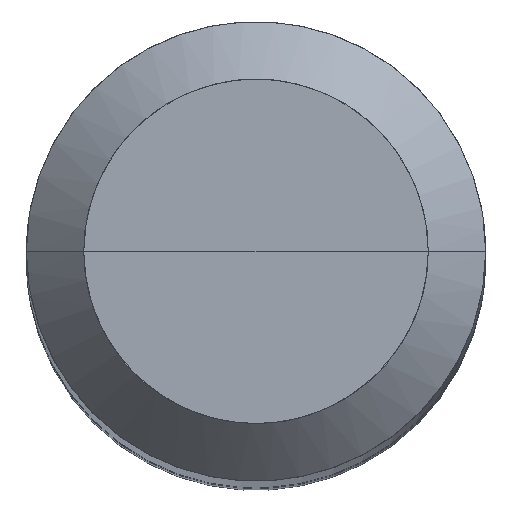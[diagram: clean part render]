
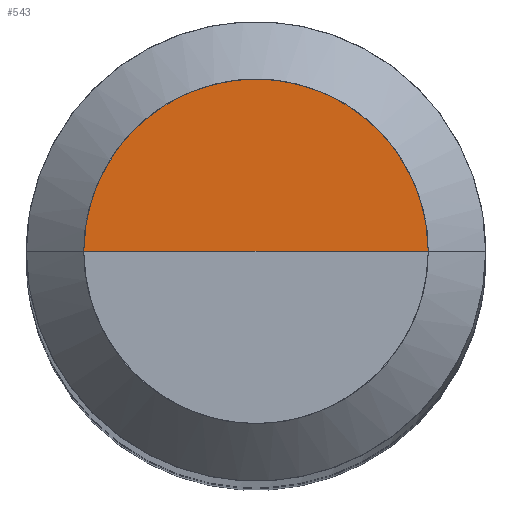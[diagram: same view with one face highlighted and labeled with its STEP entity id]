
A CAD part, top view. The second image highlights one B-rep face of the part: STEP entity #543.
In plain terms, the highlighted free-form (B-spline) face has degree [1, 2] with [2, 5] control points.
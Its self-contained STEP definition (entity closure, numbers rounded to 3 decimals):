
#324=CARTESIAN_POINT('',(1.5,0.0,32.0));
#325=CARTESIAN_POINT('',(1.5,1.5,32.0));
#326=CARTESIAN_POINT('',(0.0,1.5,32.0));
#327=CARTESIAN_POINT('',(-1.5,1.5,32.0));
#328=CARTESIAN_POINT('',(-1.5,0.0,32.0));
#329=CARTESIAN_POINT('',(0.0,0.0,32.0));
#528=(
BOUNDED_SURFACE()
B_SPLINE_SURFACE(1,2,(
(#324,#325,#326,#327,#328),
(#329,#329,#329,#329,#329)
), .UNSPECIFIED.,.F.,.F.,.F.)
B_SPLINE_SURFACE_WITH_KNOTS((2,2),(3,2,3),(
0.0,1.0),(
0.0,0.5,1.0), .UNSPECIFIED.)
GEOMETRIC_REPRESENTATION_ITEM()
RATIONAL_B_SPLINE_SURFACE(((1.0,0.707,1.0,0.707,1.0),
(1.0,0.707,1.0,0.707,1.0)
))
REPRESENTATION_ITEM('')
SURFACE()
);
#529=(
BOUNDED_CURVE()
B_SPLINE_CURVE(2,(#328,#327,#326,#325,#324),.UNSPECIFIED.,.F.,.F.)
B_SPLINE_CURVE_WITH_KNOTS((3,2,3),
(0.0,0.5,1.0),.UNSPECIFIED.)
CURVE()
GEOMETRIC_REPRESENTATION_ITEM()
RATIONAL_B_SPLINE_CURVE((1.0,0.707,1.0,0.707,1.0))
REPRESENTATION_ITEM('')
);
#530=(
BOUNDED_CURVE()
B_SPLINE_CURVE(1,(#324,#329),.UNSPECIFIED.,.F.,.F.)
B_SPLINE_CURVE_WITH_KNOTS((2,2),
(0.0,1.0),.UNSPECIFIED.)
CURVE()
GEOMETRIC_REPRESENTATION_ITEM()
RATIONAL_B_SPLINE_CURVE((1.0,1.0))
REPRESENTATION_ITEM('')
);
#531=(
BOUNDED_CURVE()
B_SPLINE_CURVE(1,(#329,#328),.UNSPECIFIED.,.F.,.F.)
B_SPLINE_CURVE_WITH_KNOTS((2,2),
(0.0,1.0),.UNSPECIFIED.)
CURVE()
GEOMETRIC_REPRESENTATION_ITEM()
RATIONAL_B_SPLINE_CURVE((1.0,1.0))
REPRESENTATION_ITEM('')
);
#532=VERTEX_POINT('',#324);
#533=VERTEX_POINT('',#328);
#534=VERTEX_POINT('',#329);
#535=EDGE_CURVE('',#533,#532,#529,.T.);
#536=EDGE_CURVE('',#532,#534,#530,.T.);
#537=EDGE_CURVE('',#534,#533,#531,.T.);
#538=ORIENTED_EDGE('',*,*,#535,.T.);
#539=ORIENTED_EDGE('',*,*,#536,.T.);
#540=ORIENTED_EDGE('',*,*,#537,.T.);
#541=EDGE_LOOP('',(#538,#539,#540));
#542=FACE_OUTER_BOUND('',#541,.T.);
#543=ADVANCED_FACE('',(#542),#528,.T.);
